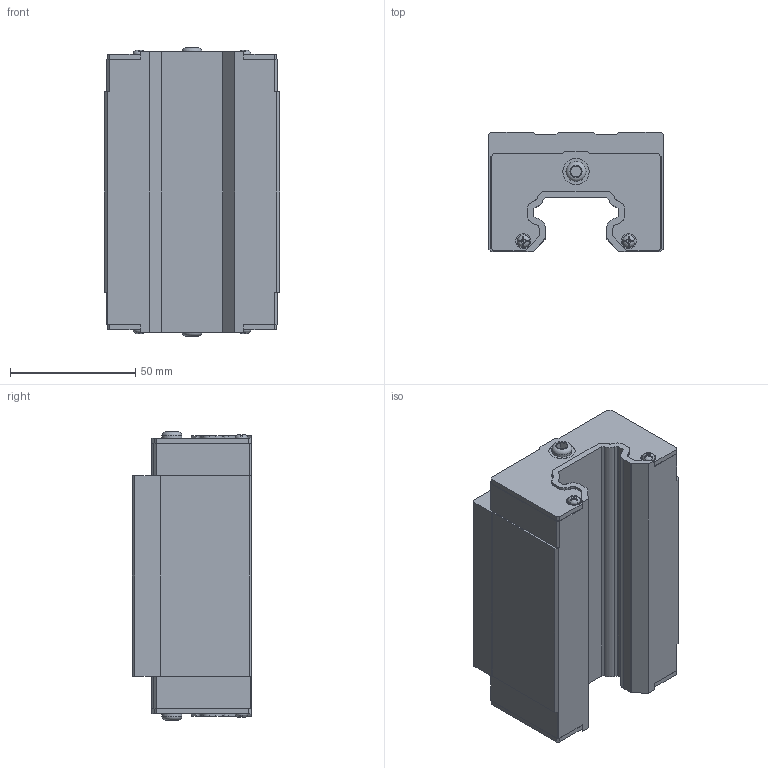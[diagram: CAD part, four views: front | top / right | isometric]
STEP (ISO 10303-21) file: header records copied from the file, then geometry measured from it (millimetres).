
FILE_DESCRIPTION(/* description */ (''),/* implementation_level */ '2;1');
FILE_NAME(/* name */ 'HGH35CA.stp',/* time_stamp */ '2020-08-10T14:34:37+03:00',/* author */ ('Prot'),/* organization */ (''),/* preprocessor_version */ 'ST-DEVELOPER v18',/* originating_system */ 'Autodesk Inventor 2020',/* authorisation */ '');
FILE_SCHEMA (('AUTOMOTIVE_DESIGN { 1 0 10303 214 3 1 1 }'));
Length unit declared in the file: millimetre
Products named in the file (1): HCH35CA
Bounding box: 70 x 47.5 x 115 mm (x, y, z)
Volume: 273765.4 mm3; surface area: 37809.4 mm2
Topology: 1 solids, 1 shells, 496 faces, 1375 edges, 916 vertices
Faces by surface type: plane 340, bspline 90, cylinder 60, cone 4, torus 2
Full cylindrical faces by diameter (mm): 5 x4, 6 x4, 6.7 x4, 8 x2, 10.5 x2
Entity records: 16966 total; most frequent: CARTESIAN_POINT 4256, ORIENTED_EDGE 2750, DIRECTION 2121, EDGE_CURVE 1375, LINE 995, VECTOR 995, VERTEX_POINT 916, AXIS2_PLACEMENT_3D 563
